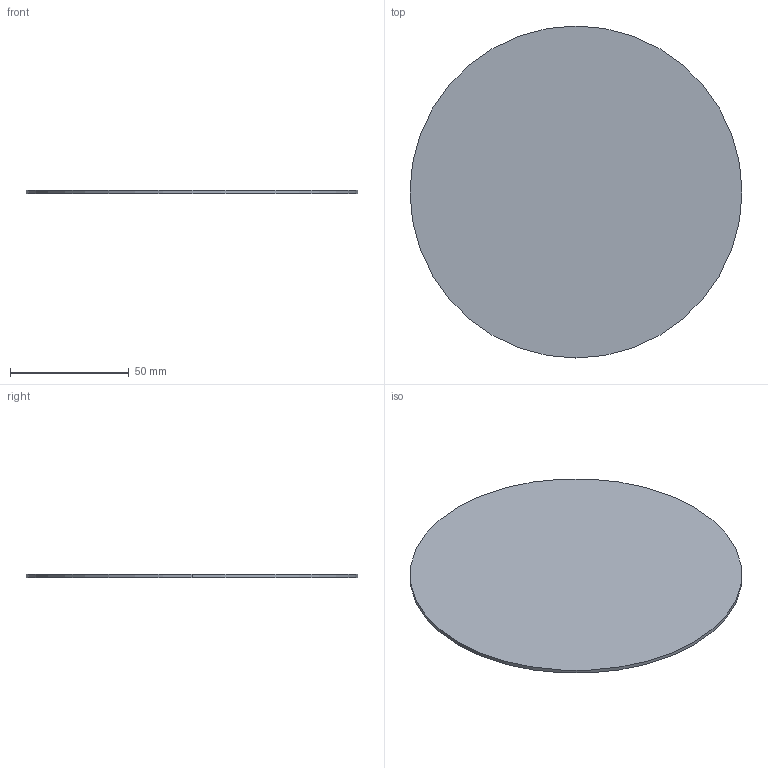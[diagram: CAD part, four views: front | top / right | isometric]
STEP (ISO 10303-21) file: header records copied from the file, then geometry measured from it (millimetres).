
FILE_DESCRIPTION (( 'STEP AP203' ), '1' );
FILE_NAME ('Web Model 43925_43926.step', '2017-04-24T19:33:52', ( '' ), ( '' ), 'SwSTEP 2.0', 'SolidWorks 2016', '' );
FILE_SCHEMA (( 'CONFIG_CONTROL_DESIGN' ));
Length unit declared in the file: millimetre
Products named in the file (1): Web Model 43925_43926
Bounding box: 139.7 x 139.7 x 1.5 mm (x, y, z)
Volume: 22991.9 mm3; surface area: 31314.1 mm2
Topology: 1 solids, 1 shells, 4 faces, 6 edges, 4 vertices
Faces by surface type: cylinder 2, plane 2
Entity records: 171 total; most frequent: DIRECTION 20, CARTESIAN_POINT 15, ORIENTED_EDGE 12, AXIS2_PLACEMENT_3D 9, PERSON_AND_ORGANIZATION 8, EDGE_CURVE 6, PERSON_AND_ORGANIZATION_ROLE 5, CALENDAR_DATE 5
